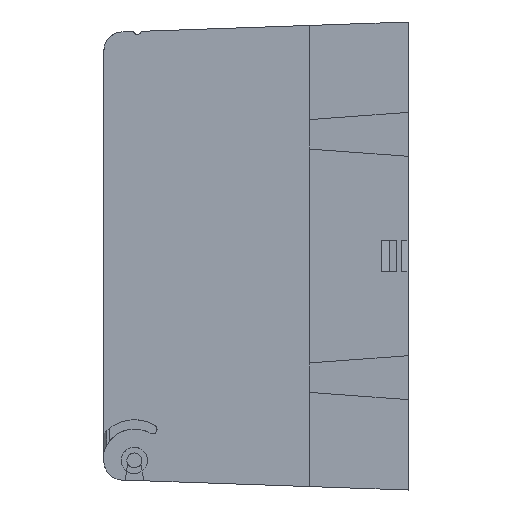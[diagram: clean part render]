
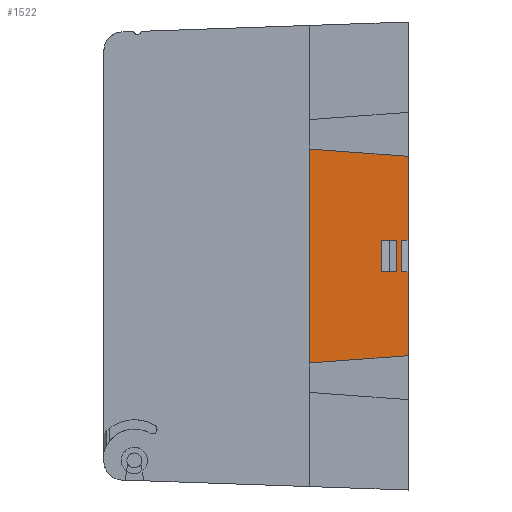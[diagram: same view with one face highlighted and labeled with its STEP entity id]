
A CAD part, left-side view. The second image highlights one B-rep face of the part: STEP entity #1522.
In plain terms, the highlighted planar face has unit normal (1, 0, 0).
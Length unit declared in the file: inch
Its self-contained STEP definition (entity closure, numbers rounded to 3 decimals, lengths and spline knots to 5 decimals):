
#86 = VECTOR ( 'NONE', #30301, 39.37008 ) ;
#310 = CARTESIAN_POINT ( 'NONE',  ( -2.6392, -1.8, 0.17 ) ) ;
#783 = CARTESIAN_POINT ( 'NONE',  ( -2.6392, -1.73, -2.21333 ) ) ;
#894 = VERTEX_POINT ( 'NONE', #42062 ) ;
#1522 = ADVANCED_FACE ( 'NONE', ( #9716, #10762 ), #3193, .F. ) ;
#1950 = VECTOR ( 'NONE', #9387, 39.37008 ) ;
#2001 = EDGE_LOOP ( 'NONE', ( #3847, #15210, #24797, #19341 ) ) ;
#2314 = CARTESIAN_POINT ( 'NONE',  ( -2.6392, -1.8, -1.065 ) ) ;
#2850 = CARTESIAN_POINT ( 'NONE',  ( -2.6392, -0.75, 1.14282 ) ) ;
#3018 = CARTESIAN_POINT ( 'NONE',  ( -2.6392, -0.75, -0.17 ) ) ;
#3193 = PLANE ( 'NONE',  #4379 ) ;
#3346 = CARTESIAN_POINT ( 'NONE',  ( -2.6392, -0.75, -2.21333 ) ) ;
#3847 = ORIENTED_EDGE ( 'NONE', *, *, #31811, .F. ) ;
#3867 = EDGE_CURVE ( 'NONE', #12064, #19994, #33596, .T. ) ;
#4133 = VERTEX_POINT ( 'NONE', #15657 ) ;
#4222 = VECTOR ( 'NONE', #36652, 39.37008 ) ;
#4367 = EDGE_CURVE ( 'NONE', #19994, #894, #39179, .T. ) ;
#4379 = AXIS2_PLACEMENT_3D ( 'NONE', #3346, #26318, #6667 ) ;
#4421 = EDGE_CURVE ( 'NONE', #15672, #25503, #35023, .T. ) ;
#5308 = LINE ( 'NONE', #3018, #39245 ) ;
#5835 = ORIENTED_EDGE ( 'NONE', *, *, #8555, .F. ) ;
#6093 = CARTESIAN_POINT ( 'NONE',  ( -2.6392, -0.75, -4.87979 ) ) ;
#6292 = CARTESIAN_POINT ( 'NONE',  ( -2.6392, -1.8, -1.065 ) ) ;
#6667 = DIRECTION ( 'NONE',  ( 0., 0., 1. ) ) ;
#7067 = EDGE_CURVE ( 'NONE', #36366, #41441, #12656, .T. ) ;
#7617 = ORIENTED_EDGE ( 'NONE', *, *, #40877, .F. ) ;
#8249 = LINE ( 'NONE', #20237, #15932 ) ;
#8555 = EDGE_CURVE ( 'NONE', #41441, #4133, #11387, .T. ) ;
#8885 = VERTEX_POINT ( 'NONE', #18495 ) ;
#9019 = VECTOR ( 'NONE', #15810, 39.37008 ) ;
#9348 = CARTESIAN_POINT ( 'NONE',  ( -2.6392, -1.8, 1.065 ) ) ;
#9379 = DIRECTION ( 'NONE',  ( 0., 0., -1. ) ) ;
#9387 = DIRECTION ( 'NONE',  ( 0., 0., -1. ) ) ;
#9716 = FACE_BOUND ( 'NONE', #2001, .T. ) ;
#10286 = EDGE_CURVE ( 'NONE', #8885, #12064, #11090, .T. ) ;
#10762 = FACE_OUTER_BOUND ( 'NONE', #31699, .T. ) ;
#11090 = LINE ( 'NONE', #25708, #9019 ) ;
#11387 = LINE ( 'NONE', #6093, #27833 ) ;
#11948 = EDGE_CURVE ( 'NONE', #4133, #20247, #8249, .T. ) ;
#12026 = EDGE_CURVE ( 'NONE', #30954, #15672, #40134, .T. ) ;
#12064 = VERTEX_POINT ( 'NONE', #39950 ) ;
#12203 = CARTESIAN_POINT ( 'NONE',  ( -2.6392, -1.5184, 0.17 ) ) ;
#12656 = LINE ( 'NONE', #9348, #29085 ) ;
#13078 = ORIENTED_EDGE ( 'NONE', *, *, #3867, .F. ) ;
#13252 = CARTESIAN_POINT ( 'NONE',  ( -2.6392, -1.8, 1.065 ) ) ;
#15210 = ORIENTED_EDGE ( 'NONE', *, *, #39470, .F. ) ;
#15657 = CARTESIAN_POINT ( 'NONE',  ( -2.6392, -0.75, -1.14282 ) ) ;
#15672 = VERTEX_POINT ( 'NONE', #12203 ) ;
#15810 = DIRECTION ( 'NONE',  ( 0., 1., 0. ) ) ;
#15932 = VECTOR ( 'NONE', #16806, 39.37008 ) ;
#16806 = DIRECTION ( 'NONE',  ( 0., -0.997, 0.074 ) ) ;
#16931 = CARTESIAN_POINT ( 'NONE',  ( -2.6392, -0.75, 0.17 ) ) ;
#17120 = VECTOR ( 'NONE', #27045, 39.37008 ) ;
#17342 = EDGE_CURVE ( 'NONE', #20247, #8885, #25295, .T. ) ;
#18495 = CARTESIAN_POINT ( 'NONE',  ( -2.6392, -1.8, -0.17 ) ) ;
#19341 = ORIENTED_EDGE ( 'NONE', *, *, #12026, .F. ) ;
#19366 = LINE ( 'NONE', #29045, #1950 ) ;
#19477 = CARTESIAN_POINT ( 'NONE',  ( -2.6392, -1.68, 0.17 ) ) ;
#19994 = VERTEX_POINT ( 'NONE', #30725 ) ;
#20237 = CARTESIAN_POINT ( 'NONE',  ( -2.6392, -0.75, -1.14282 ) ) ;
#20247 = VERTEX_POINT ( 'NONE', #6292 ) ;
#21790 = CARTESIAN_POINT ( 'NONE',  ( -2.6392, -1.8, 1.065 ) ) ;
#21967 = CARTESIAN_POINT ( 'NONE',  ( -2.6392, -1.8, -0.17 ) ) ;
#23381 = CARTESIAN_POINT ( 'NONE',  ( -2.6392, -1.5184, -2.21333 ) ) ;
#23458 = B_SPLINE_CURVE_WITH_KNOTS ( 'NONE', 1,
 ( #310, #13252 ),
 .UNSPECIFIED., .F., .F.,
 ( 2, 2 ),
 ( 0., 1. ),
 .UNSPECIFIED. ) ;
#23941 = CARTESIAN_POINT ( 'NONE',  ( -2.6392, -1.5184, -0.17 ) ) ;
#24797 = ORIENTED_EDGE ( 'NONE', *, *, #4421, .F. ) ;
#25295 = B_SPLINE_CURVE_WITH_KNOTS ( 'NONE', 1,
 ( #2314, #21967 ),
 .UNSPECIFIED., .F., .F.,
 ( 2, 2 ),
 ( 0., 1. ),
 .UNSPECIFIED. ) ;
#25503 = VERTEX_POINT ( 'NONE', #19477 ) ;
#25708 = CARTESIAN_POINT ( 'NONE',  ( -2.6392, -0.75, -0.17 ) ) ;
#26318 = DIRECTION ( 'NONE',  ( -1., 0., 0. ) ) ;
#26707 = DIRECTION ( 'NONE',  ( 0., 0., 1. ) ) ;
#26718 = CARTESIAN_POINT ( 'NONE',  ( -2.6392, -0.75, 0.17 ) ) ;
#27045 = DIRECTION ( 'NONE',  ( 0., 0., 1. ) ) ;
#27833 = VECTOR ( 'NONE', #9379, 39.37008 ) ;
#29045 = CARTESIAN_POINT ( 'NONE',  ( -2.6392, -1.68, -2.21333 ) ) ;
#29085 = VECTOR ( 'NONE', #38965, 39.37008 ) ;
#30126 = ORIENTED_EDGE ( 'NONE', *, *, #4367, .F. ) ;
#30301 = DIRECTION ( 'NONE',  ( 0., -1., 0. ) ) ;
#30725 = CARTESIAN_POINT ( 'NONE',  ( -2.6392, -1.73, 0.17 ) ) ;
#30954 = VERTEX_POINT ( 'NONE', #23941 ) ;
#31360 = ORIENTED_EDGE ( 'NONE', *, *, #7067, .F. ) ;
#31699 = EDGE_LOOP ( 'NONE', ( #39562, #32243, #36610, #5835, #31360, #7617, #30126, #13078 ) ) ;
#31811 = EDGE_CURVE ( 'NONE', #42360, #30954, #5308, .T. ) ;
#32243 = ORIENTED_EDGE ( 'NONE', *, *, #17342, .F. ) ;
#33596 = LINE ( 'NONE', #783, #17120 ) ;
#35023 = LINE ( 'NONE', #16931, #86 ) ;
#35518 = CARTESIAN_POINT ( 'NONE',  ( -2.6392, -1.68, -0.17 ) ) ;
#36366 = VERTEX_POINT ( 'NONE', #21790 ) ;
#36610 = ORIENTED_EDGE ( 'NONE', *, *, #11948, .F. ) ;
#36652 = DIRECTION ( 'NONE',  ( 0., -1., 0. ) ) ;
#38965 = DIRECTION ( 'NONE',  ( 0., 0.997, 0.074 ) ) ;
#39179 = LINE ( 'NONE', #26718, #4222 ) ;
#39245 = VECTOR ( 'NONE', #41135, 39.37008 ) ;
#39470 = EDGE_CURVE ( 'NONE', #25503, #42360, #19366, .T. ) ;
#39562 = ORIENTED_EDGE ( 'NONE', *, *, #10286, .F. ) ;
#39950 = CARTESIAN_POINT ( 'NONE',  ( -2.6392, -1.73, -0.17 ) ) ;
#40134 = LINE ( 'NONE', #23381, #42208 ) ;
#40877 = EDGE_CURVE ( 'NONE', #894, #36366, #23458, .T. ) ;
#41135 = DIRECTION ( 'NONE',  ( 0., 1., 0. ) ) ;
#41441 = VERTEX_POINT ( 'NONE', #2850 ) ;
#42062 = CARTESIAN_POINT ( 'NONE',  ( -2.6392, -1.8, 0.17 ) ) ;
#42208 = VECTOR ( 'NONE', #26707, 39.37008 ) ;
#42360 = VERTEX_POINT ( 'NONE', #35518 ) ;
